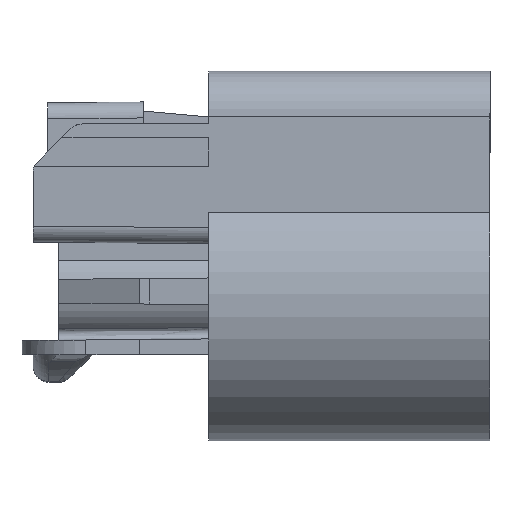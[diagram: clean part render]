
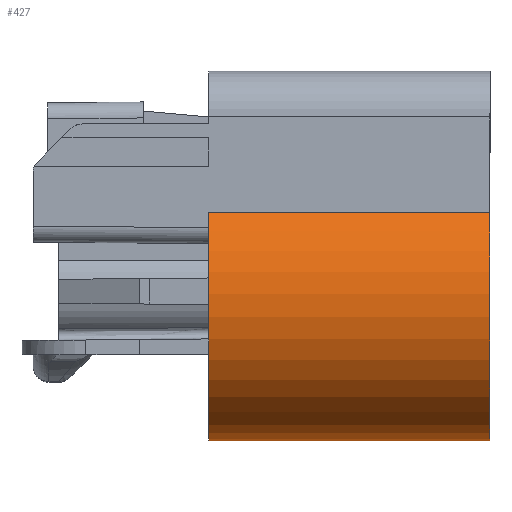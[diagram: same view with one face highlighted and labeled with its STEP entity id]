
A CAD part, left-side view. The second image highlights one B-rep face of the part: STEP entity #427.
In plain terms, the highlighted cylindrical face has radius 8.6 mm (diameter 17.2 mm), a partial arc.
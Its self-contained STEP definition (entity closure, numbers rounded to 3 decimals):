
#151=CYLINDRICAL_SURFACE('',#4433,8.6);
#427=ADVANCED_FACE('',(#793),#151,.T.);
#793=FACE_OUTER_BOUND('',#1015,.T.);
#1015=EDGE_LOOP('',(#2176,#2177,#2178,#2179));
#1071=CIRCLE('',#4298,8.6);
#1099=CIRCLE('',#4410,8.6);
#2176=ORIENTED_EDGE('',*,*,#3205,.F.);
#2177=ORIENTED_EDGE('',*,*,#2956,.T.);
#2178=ORIENTED_EDGE('',*,*,#3198,.T.);
#2179=ORIENTED_EDGE('',*,*,#3174,.T.);
#2482=VERTEX_POINT('',#6273);
#2483=VERTEX_POINT('',#6275);
#2625=VERTEX_POINT('',#6955);
#2626=VERTEX_POINT('',#6957);
#2956=EDGE_CURVE('',#2483,#2482,#1071,.T.);
#3174=EDGE_CURVE('',#2626,#2625,#1099,.T.);
#3198=EDGE_CURVE('',#2482,#2626,#3661,.T.);
#3205=EDGE_CURVE('',#2483,#2625,#3668,.T.);
#3661=LINE('',#7002,#4124);
#3668=LINE('',#7015,#4131);
#4124=VECTOR('',#5417,1.);
#4131=VECTOR('',#5436,1.);
#4298=AXIS2_PLACEMENT_3D('',#6274,#4988,#4989);
#4410=AXIS2_PLACEMENT_3D('',#6956,#5366,#5367);
#4433=AXIS2_PLACEMENT_3D('',#7017,#5439,#5440);
#4988=DIRECTION('',(0.,1.,0.));
#4989=DIRECTION('',(-1.,0.,0.));
#5366=DIRECTION('',(0.,-1.,0.));
#5367=DIRECTION('',(-1.,0.,0.));
#5417=DIRECTION('',(0.,1.,0.));
#5436=DIRECTION('',(0.,1.,0.));
#5439=DIRECTION('',(0.,1.,0.));
#5440=DIRECTION('',(-1.,0.,0.));
#6273=CARTESIAN_POINT('',(-9.723,-0.397,12.948));
#6274=CARTESIAN_POINT('',(-3.25,-0.397,7.286));
#6275=CARTESIAN_POINT('',(-3.25,-0.397,-1.314));
#6955=CARTESIAN_POINT('',(-3.25,17.203,-1.314));
#6956=CARTESIAN_POINT('',(-3.25,17.203,7.286));
#6957=CARTESIAN_POINT('',(-9.723,17.203,12.948));
#7002=CARTESIAN_POINT('',(-9.723,0.003,12.948));
#7015=CARTESIAN_POINT('',(-3.25,-0.397,-1.314));
#7017=CARTESIAN_POINT('',(-3.25,0.003,7.286));
